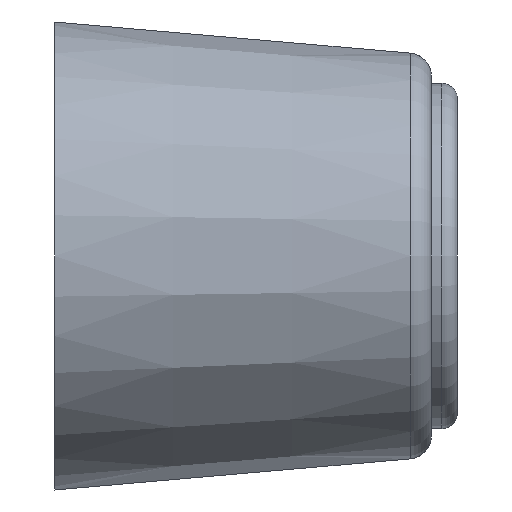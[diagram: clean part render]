
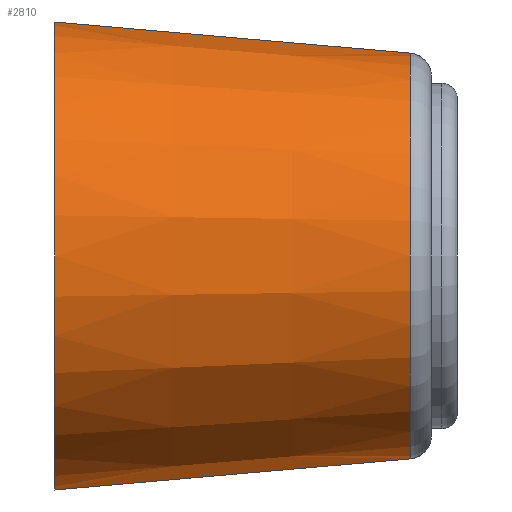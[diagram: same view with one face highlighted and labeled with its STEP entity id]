
A CAD part, left-side view. The second image highlights one B-rep face of the part: STEP entity #2810.
In plain terms, the highlighted conical face has half-angle 5 degrees and reference radius 8.402 mm.
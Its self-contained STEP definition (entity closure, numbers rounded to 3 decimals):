
#1014=CARTESIAN_POINT('',(-62.7,1.822,-9.));
#1015=DIRECTION('',(0.,1.,0.));
#1016=DIRECTION('',(0.,0.,-1.));
#1017=AXIS2_PLACEMENT_3D('',#1014,#1015,#1016);
#1019=DIRECTION('',(0.,0.996,0.087));
#1020=VECTOR('',#1019,13.731);
#1021=CARTESIAN_POINT('',(-62.7,1.822,-1.197));
#1022=LINE('',#1021,#1020);
#1027=DIRECTION('',(0.,0.996,-0.087));
#1028=VECTOR('',#1027,13.731);
#1029=CARTESIAN_POINT('',(-62.7,1.822,-16.803));
#1030=LINE('',#1029,#1028);
#1061=CARTESIAN_POINT('',(-62.7,15.5,-9.));
#1062=DIRECTION('',(0.,-1.,0.));
#1063=DIRECTION('',(0.,0.,1.));
#1064=AXIS2_PLACEMENT_3D('',#1061,#1062,#1063);
#1376=CARTESIAN_POINT('',(-62.7,15.5,0.));
#1377=CARTESIAN_POINT('',(-62.7,15.5,-18.));
#1378=VERTEX_POINT('',#1376);
#1379=VERTEX_POINT('',#1377);
#1469=CARTESIAN_POINT('',(-62.7,1.822,-1.197));
#1470=VERTEX_POINT('',#1469);
#1471=CARTESIAN_POINT('',(-62.7,1.822,-16.803));
#1472=VERTEX_POINT('',#1471);
#2797=CARTESIAN_POINT('',(-62.7,8.661,-9.));
#2798=DIRECTION('',(0.,1.,0.));
#2799=DIRECTION('',(0.,0.,-1.));
#2800=AXIS2_PLACEMENT_3D('',#2797,#2798,#2799);
#2801=CONICAL_SURFACE('',#2800,8.402,5.);
#2802=ORIENTED_EDGE('',*,*,#2781,.F.);
#2804=ORIENTED_EDGE('',*,*,#2803,.T.);
#2806=ORIENTED_EDGE('',*,*,#2805,.F.);
#2807=ORIENTED_EDGE('',*,*,#2720,.F.);
#2808=EDGE_LOOP('',(#2802,#2804,#2806,#2807));
#2809=FACE_OUTER_BOUND('',#2808,.F.);
#1018=CIRCLE('',#1017,7.803);
#1065=CIRCLE('',#1064,9.);
#2720=EDGE_CURVE('',#1470,#1378,#1022,.T.);
#2781=EDGE_CURVE('',#1472,#1470,#1018,.T.);
#2803=EDGE_CURVE('',#1472,#1379,#1030,.T.);
#2805=EDGE_CURVE('',#1378,#1379,#1065,.T.);
#2810=ADVANCED_FACE('',(#2809),#2801,.T.);
